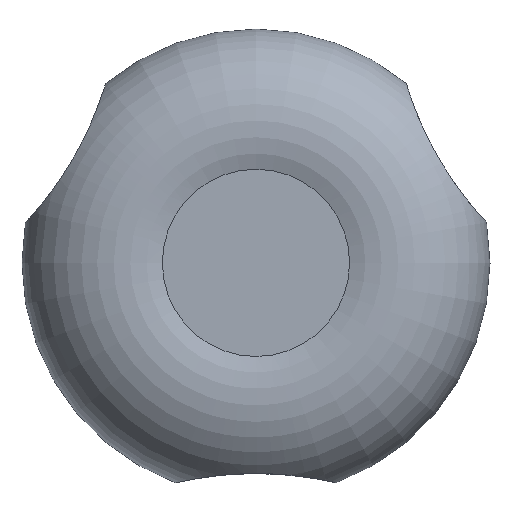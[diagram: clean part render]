
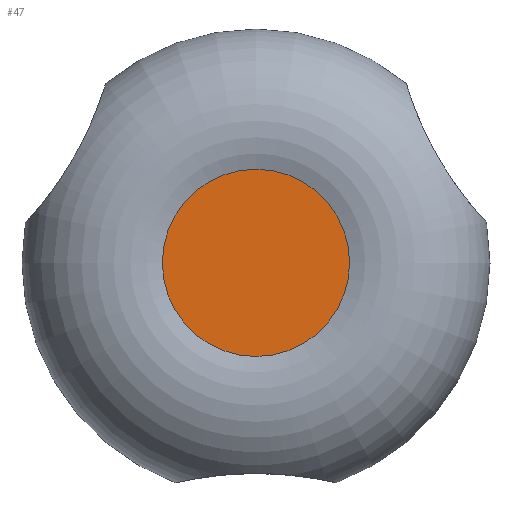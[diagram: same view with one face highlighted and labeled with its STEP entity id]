
A CAD part, top view. The second image highlights one B-rep face of the part: STEP entity #47.
In plain terms, the highlighted planar face has unit normal (0, 0, 1).
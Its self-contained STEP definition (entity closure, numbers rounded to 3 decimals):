
#47 = ADVANCED_FACE( '', ( #104 ), #105, .F. );
#104 = FACE_OUTER_BOUND( '', #170, .T. );
#105 = PLANE( '', #171 );
#170 = EDGE_LOOP( '', ( #238 ) );
#171 = AXIS2_PLACEMENT_3D( '', #239, #240, #241 );
#238 = ORIENTED_EDGE( '', *, *, #310, .T. );
#239 = CARTESIAN_POINT( '', ( 0., 0., 17.672 ) );
#240 = DIRECTION( '', ( 0., 0., -1. ) );
#241 = DIRECTION( '', ( -1., 0., 0. ) );
#310 = EDGE_CURVE( '', #346, #346, #347, .T. );
#346 = VERTEX_POINT( '', #564 );
#347 = CIRCLE( '', #565, 4. );
#564 = CARTESIAN_POINT( '', ( 4., 0., 17.672 ) );
#565 = AXIS2_PLACEMENT_3D( '', #601, #602, #603 );
#601 = CARTESIAN_POINT( '', ( 0., 0., 17.672 ) );
#602 = DIRECTION( '', ( 0., 0., 1. ) );
#603 = DIRECTION( '', ( 1., 0., 0. ) );
